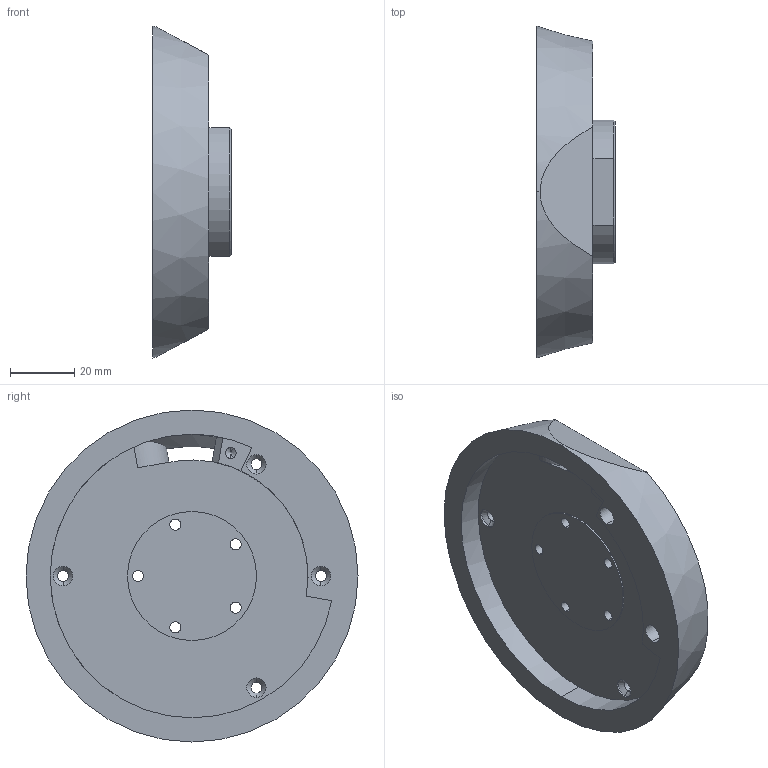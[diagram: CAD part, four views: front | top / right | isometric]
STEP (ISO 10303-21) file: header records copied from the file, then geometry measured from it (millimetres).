
FILE_DESCRIPTION (( 'STEP AP214' ), '1' );
FILE_NAME ('base_axis.STEP', '2025-03-31T14:03:38', ( '' ), ( '' ), 'SwSTEP 2.0', 'SolidWorks 2025', '' );
FILE_SCHEMA (( 'AUTOMOTIVE_DESIGN' ));
Length unit declared in the file: millimetre
Products named in the file (1): base_axis_default
Bounding box: 24.5 x 103 x 103 mm (x, y, z)
Volume: 97360.9 mm3; surface area: 25653.3 mm2
Topology: 1 solids, 1 shells, 101 faces, 245 edges, 148 vertices
Faces by surface type: cylinder 49, cone 24, plane 24, bspline 4
Entity records: 3542 total; most frequent: CARTESIAN_POINT 1123, DIRECTION 514, ORIENTED_EDGE 486, EDGE_CURVE 243, AXIS2_PLACEMENT_3D 201, VERTEX_POINT 148, EDGE_LOOP 127, LINE 112
